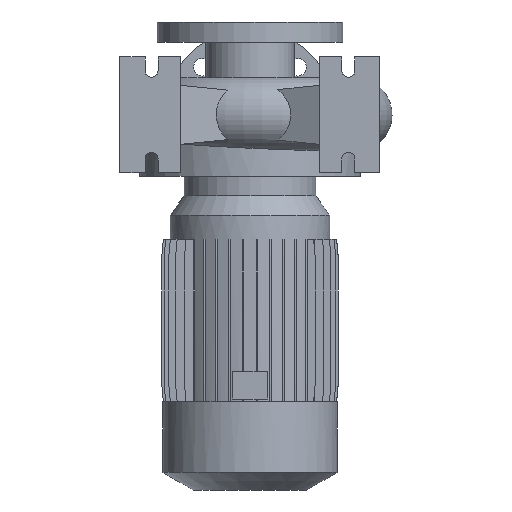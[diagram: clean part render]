
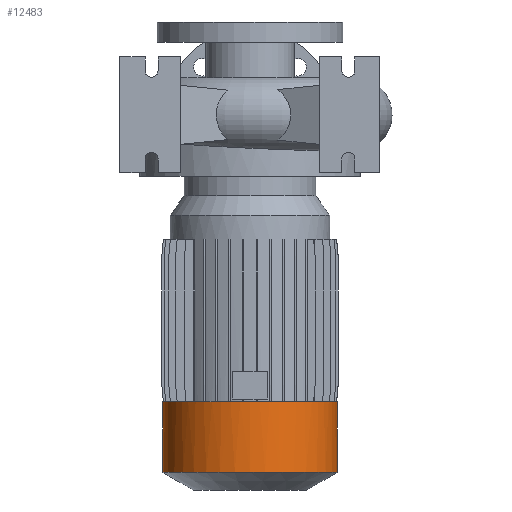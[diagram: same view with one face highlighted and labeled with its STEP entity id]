
A CAD part, front view. The second image highlights one B-rep face of the part: STEP entity #12483.
In plain terms, the highlighted cylindrical face has radius 94 mm (diameter 188 mm), a partial arc.
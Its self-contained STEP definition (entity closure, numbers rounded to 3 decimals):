
#1362 = CARTESIAN_POINT ( 'NONE',  ( 94., 0., -385. ) ) ;
#2232 = DIRECTION ( 'NONE',  ( 1., 0., 0. ) ) ;
#2321 = LINE ( 'NONE', #8092, #7681 ) ;
#2523 = DIRECTION ( 'NONE',  ( 0., 0., 1. ) ) ;
#2736 = ORIENTED_EDGE ( 'NONE', *, *, #8684, .F. ) ;
#3352 = ORIENTED_EDGE ( 'NONE', *, *, #5766, .T. ) ;
#4820 = EDGE_CURVE ( 'NONE', #8526, #7050, #2321, .T. ) ;
#5097 = CYLINDRICAL_SURFACE ( 'NONE', #11022, 94. ) ;
#5535 = CARTESIAN_POINT ( 'NONE',  ( -94., 0., -309. ) ) ;
#5650 = CARTESIAN_POINT ( 'NONE',  ( 94., 0., -309. ) ) ;
#5766 = EDGE_CURVE ( 'NONE', #14025, #8526, #9278, .T. ) ;
#5974 = EDGE_LOOP ( 'NONE', ( #6407, #3352, #9255, #2736 ) ) ;
#6370 = CARTESIAN_POINT ( 'NONE',  ( -94., 0., 100. ) ) ;
#6407 = ORIENTED_EDGE ( 'NONE', *, *, #6934, .F. ) ;
#6467 = FACE_OUTER_BOUND ( 'NONE', #5974, .T. ) ;
#6685 = DIRECTION ( 'NONE',  ( 0., 0., 1. ) ) ;
#6934 = EDGE_CURVE ( 'NONE', #14025, #12534, #9853, .T. ) ;
#7050 = VERTEX_POINT ( 'NONE', #5650 ) ;
#7681 = VECTOR ( 'NONE', #9244, 1000. ) ;
#7907 = AXIS2_PLACEMENT_3D ( 'NONE', #13516, #2523, #2232 ) ;
#8092 = CARTESIAN_POINT ( 'NONE',  ( 94., 0., 100. ) ) ;
#8526 = VERTEX_POINT ( 'NONE', #1362 ) ;
#8583 = DIRECTION ( 'NONE',  ( 0., 0., 1. ) ) ;
#8684 = EDGE_CURVE ( 'NONE', #12534, #7050, #13731, .T. ) ;
#9004 = DIRECTION ( 'NONE',  ( 1., 0., 0. ) ) ;
#9244 = DIRECTION ( 'NONE',  ( 0., 0., 1. ) ) ;
#9255 = ORIENTED_EDGE ( 'NONE', *, *, #4820, .T. ) ;
#9278 = CIRCLE ( 'NONE', #7907, 94. ) ;
#9302 = VECTOR ( 'NONE', #9781, 1000. ) ;
#9781 = DIRECTION ( 'NONE',  ( 0., 0., 1. ) ) ;
#9853 = LINE ( 'NONE', #6370, #9302 ) ;
#11022 = AXIS2_PLACEMENT_3D ( 'NONE', #13942, #8583, #12927 ) ;
#12122 = CARTESIAN_POINT ( 'NONE',  ( 0., 0., -309. ) ) ;
#12483 = ADVANCED_FACE ( 'NONE', ( #6467 ), #5097, .T. ) ;
#12534 = VERTEX_POINT ( 'NONE', #5535 ) ;
#12927 = DIRECTION ( 'NONE',  ( 1., 0., 0. ) ) ;
#13045 = AXIS2_PLACEMENT_3D ( 'NONE', #12122, #6685, #9004 ) ;
#13516 = CARTESIAN_POINT ( 'NONE',  ( 0., 0., -385. ) ) ;
#13731 = CIRCLE ( 'NONE', #13045, 94. ) ;
#13942 = CARTESIAN_POINT ( 'NONE',  ( 0., 0., 100. ) ) ;
#14025 = VERTEX_POINT ( 'NONE', #14217 ) ;
#14217 = CARTESIAN_POINT ( 'NONE',  ( -94., 0., -385. ) ) ;
